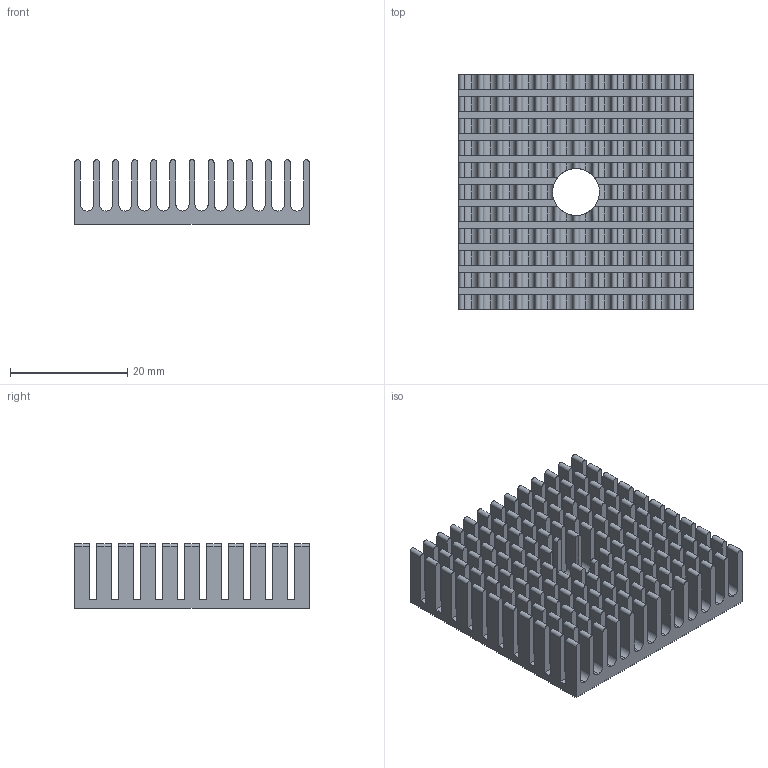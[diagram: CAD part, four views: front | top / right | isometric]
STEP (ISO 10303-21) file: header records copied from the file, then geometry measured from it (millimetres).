
FILE_DESCRIPTION (( 'STEP AP214' ), '1' );
FILE_NAME ('heatsink_40x40x11mm_blk.STEP', '2015-06-28T19:22:20', ( 'Peanut' ), ( '' ), 'SwSTEP 2.0', 'SolidWorks 2015', '' );
FILE_SCHEMA (( 'AUTOMOTIVE_DESIGN' ));
Length unit declared in the file: millimetre
Products named in the file (2): heatsink_40x40x11mm_blk
Bounding box: 40 x 40 x 11 mm (x, y, z)
Volume: 6295.3 mm3; surface area: 12246.1 mm2
Topology: 1 solids, 1 shells, 701 faces, 2100 edges, 1400 vertices
Faces by surface type: cylinder 402, plane 299
Entity records: 24107 total; most frequent: CARTESIAN_POINT 4361, DIRECTION 4284, ORIENTED_EDGE 4200, EDGE_CURVE 2100, AXIS2_PLACEMENT_3D 1499, VERTEX_POINT 1400, VECTOR 1286, LINE 1286
